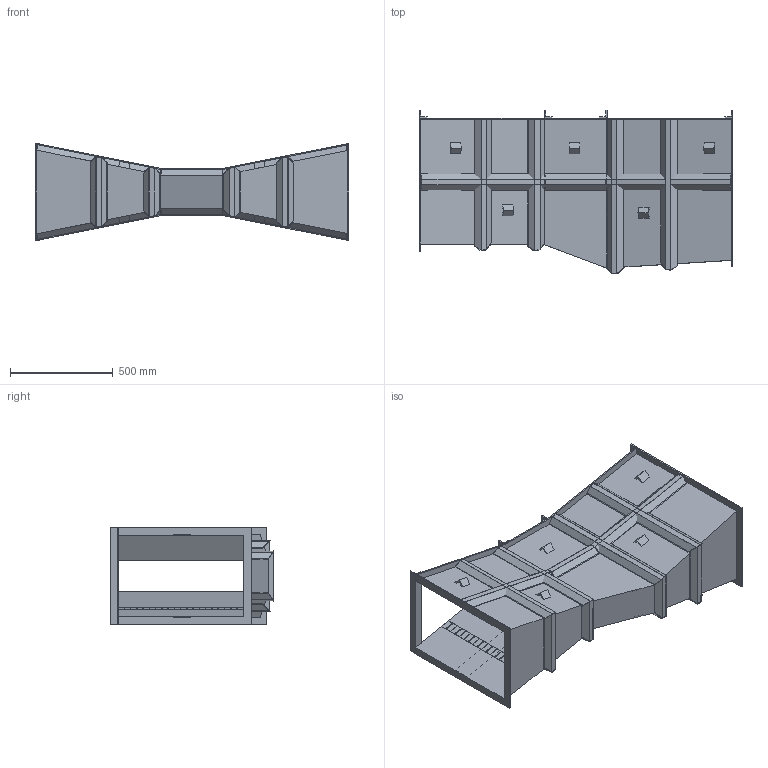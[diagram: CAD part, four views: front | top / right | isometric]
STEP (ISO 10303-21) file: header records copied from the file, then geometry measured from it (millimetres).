
FILE_DESCRIPTION (( 'STEP AP214' ), '1' );
FILE_NAME ('6in Parshall flume Assem1 no options.STEP', '2020-08-12T13:24:37', ( '' ), ( '' ), 'SwSTEP 2.0', 'SolidWorks 2020', '' );
FILE_SCHEMA (( 'AUTOMOTIVE_DESIGN' ));
Length unit declared in the file: inch
Products named in the file (5): 6 MirrorAngle bracket; 6in Parshall flume Assem1 no options; 6in Parshal Flume_6 inchDefault; 6 Parshall Staff Gauge 24in long parshall staff gauge_English Staff Gauge - Default; 6 Angle bracket
Assembly tree (12 placements, depth 2):
  6in Parshall flume Assem1 no options
    6in Parshal Flume_6 inchDefault
    6 Angle bracket  x9
    6 MirrorAngle bracket
    6 Parshall Staff Gauge 24in long parshall staff gauge_English Staff Gauge - Default
Bounding box: 1524 x 795.98 x 474.6 mm (x, y, z)
Volume: 20449577.6 mm3; surface area: 9174824.6 mm2
Topology: 34 solids, 34 shells, 417 faces, 1046 edges, 696 vertices
Faces by surface type: plane 403, cylinder 14
Entity records: 12075 total; most frequent: CARTESIAN_POINT 1918, ORIENTED_EDGE 1804, DIRECTION 1702, EDGE_CURVE 902, VECTOR 806, LINE 806, VERTEX_POINT 600, AXIS2_PLACEMENT_3D 448
